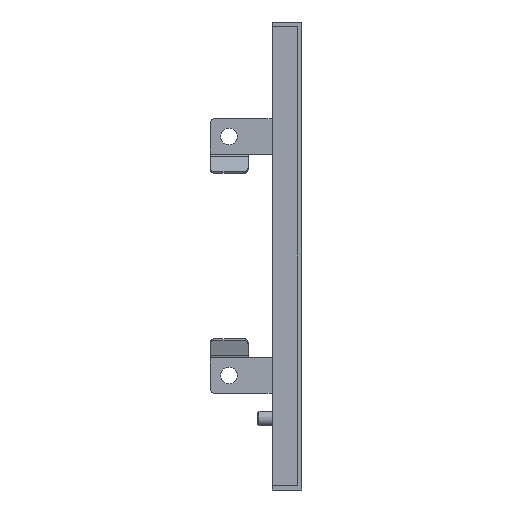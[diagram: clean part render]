
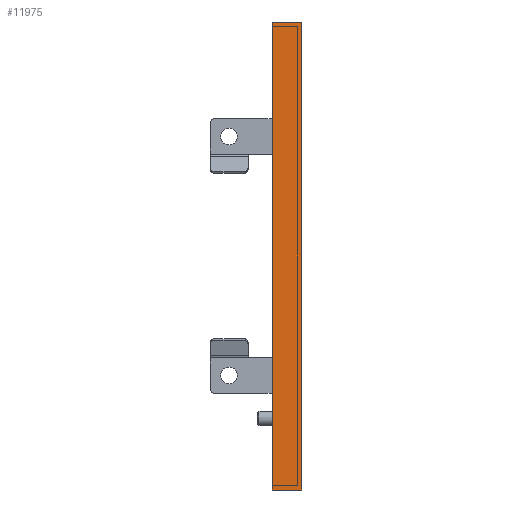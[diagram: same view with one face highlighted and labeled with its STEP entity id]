
A CAD part, front view. The second image highlights one B-rep face of the part: STEP entity #11975.
In plain terms, the highlighted planar face has unit normal (0, -1, 0).
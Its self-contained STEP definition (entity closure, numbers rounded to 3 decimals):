
#470 = CARTESIAN_POINT ( 'NONE',  ( 0., -397.5, -98. ) ) ;
#496 = DIRECTION ( 'NONE',  ( 0., 0., 1. ) ) ;
#843 = CARTESIAN_POINT ( 'NONE',  ( 2.928, -397.5, -98. ) ) ;
#1021 = EDGE_CURVE ( 'NONE', #13765, #4306, #2480, .T. ) ;
#1091 = AXIS2_PLACEMENT_3D ( 'NONE', #11340, #8529, #2095 ) ;
#1125 = ORIENTED_EDGE ( 'NONE', *, *, #6424, .T. ) ;
#2095 = DIRECTION ( 'NONE',  ( -1., 0., 0. ) ) ;
#2480 = LINE ( 'NONE', #18145, #3762 ) ;
#2802 = VECTOR ( 'NONE', #13280, 1000. ) ;
#3332 = FACE_OUTER_BOUND ( 'NONE', #15773, .T. ) ;
#3597 = VERTEX_POINT ( 'NONE', #8933 ) ;
#3762 = VECTOR ( 'NONE', #3933, 1000. ) ;
#3901 = ORIENTED_EDGE ( 'NONE', *, *, #1021, .T. ) ;
#3933 = DIRECTION ( 'NONE',  ( -1., 0., 0. ) ) ;
#4306 = VERTEX_POINT ( 'NONE', #16525 ) ;
#4461 = ORIENTED_EDGE ( 'NONE', *, *, #17956, .T. ) ;
#4575 = DIRECTION ( 'NONE',  ( 0., 0., -1. ) ) ;
#6424 = EDGE_CURVE ( 'NONE', #4306, #3597, #9157, .T. ) ;
#7122 = CARTESIAN_POINT ( 'NONE',  ( 0., -397.5, 0. ) ) ;
#8160 = VECTOR ( 'NONE', #4575, 1000. ) ;
#8529 = DIRECTION ( 'NONE',  ( 0., 1., 0. ) ) ;
#8612 = LINE ( 'NONE', #843, #2802 ) ;
#8933 = CARTESIAN_POINT ( 'NONE',  ( -12.5, -397.5, -98. ) ) ;
#9157 = LINE ( 'NONE', #10715, #8160 ) ;
#9177 = EDGE_CURVE ( 'NONE', #18325, #3597, #8612, .T. ) ;
#9678 = PLANE ( 'NONE',  #1091 ) ;
#10715 = CARTESIAN_POINT ( 'NONE',  ( -12.5, -397.5, 0. ) ) ;
#11340 = CARTESIAN_POINT ( 'NONE',  ( -2., -397.5, 0. ) ) ;
#11793 = ORIENTED_EDGE ( 'NONE', *, *, #9177, .F. ) ;
#11975 = ADVANCED_FACE ( 'NONE', ( #3332 ), #9678, .F. ) ;
#13280 = DIRECTION ( 'NONE',  ( -1., 0., 0. ) ) ;
#13765 = VERTEX_POINT ( 'NONE', #15021 ) ;
#14991 = LINE ( 'NONE', #7122, #17271 ) ;
#15021 = CARTESIAN_POINT ( 'NONE',  ( 0., -397.5, 98. ) ) ;
#15773 = EDGE_LOOP ( 'NONE', ( #11793, #4461, #3901, #1125 ) ) ;
#16525 = CARTESIAN_POINT ( 'NONE',  ( -12.5, -397.5, 98. ) ) ;
#17271 = VECTOR ( 'NONE', #496, 1000. ) ;
#17956 = EDGE_CURVE ( 'NONE', #18325, #13765, #14991, .T. ) ;
#18145 = CARTESIAN_POINT ( 'NONE',  ( 2.928, -397.5, 98. ) ) ;
#18325 = VERTEX_POINT ( 'NONE', #470 ) ;
